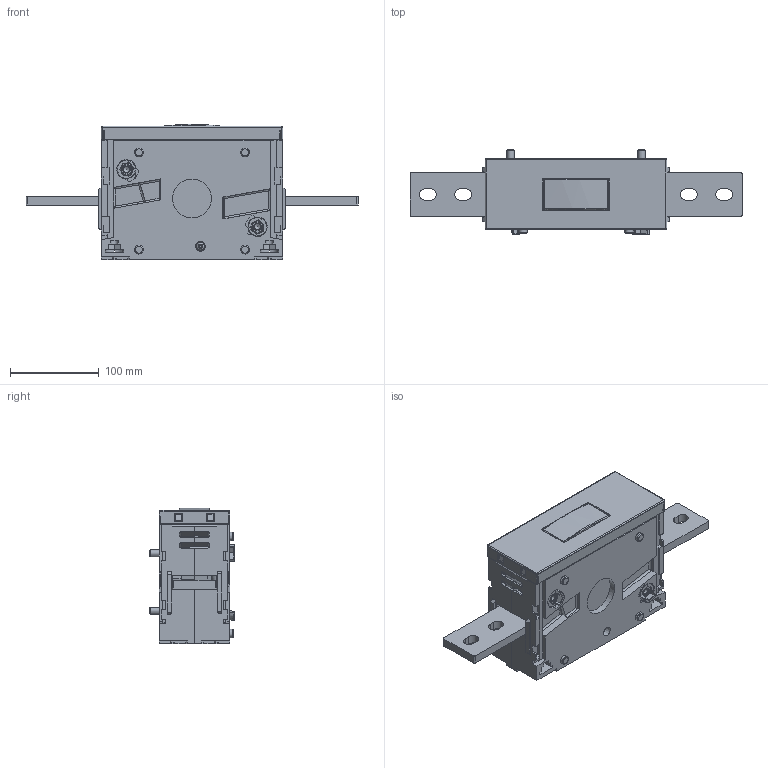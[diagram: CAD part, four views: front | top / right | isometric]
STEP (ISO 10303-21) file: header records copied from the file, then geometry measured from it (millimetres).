
FILE_DESCRIPTION(/* description */ (''),/* implementation_level */ '2;1');
FILE_NAME(/* name */ 'FILE_STP_CAD_DRAWING_3D_GLX308_prt.stp',/* time_stamp */ '2025-10-02T11:14:18+02:00',/* author */ (''),/* organization */ (''),/* preprocessor_version */ 'ST-DEVELOPER v20',/* originating_system */ 'SIEMENS PLM Software NX2406.8500',/* authorisation */ '');
FILE_SCHEMA (('AUTOMOTIVE_DESIGN { 1 0 10303 214 3 1 1 1 }'));
Length unit declared in the file: millimetre
Products named in the file (1): 3D_GLX308
Bounding box: 375 x 95.3 x 152.79 mm (x, y, z)
Surface area: 251796.6 mm2 (no closed solid volume)
Topology: 0 solids, 30 shells, 868 faces, 2872 edges, 2002 vertices
Faces by surface type: plane 537, cylinder 183, cone 71, torus 33, bspline 30, sphere 14
Full cylindrical faces by diameter (mm): 7 x2, 8 x2, 8.2 x4, 16 x2, 44 x1, 52 x1, 59 x1
Entity records: 31780 total; most frequent: CARTESIAN_POINT 7226, DIRECTION 4948, ORIENTED_EDGE 4632, EDGE_CURVE 2779, VERTEX_POINT 1981, LINE 1948, VECTOR 1948, AXIS2_PLACEMENT_3D 1500
